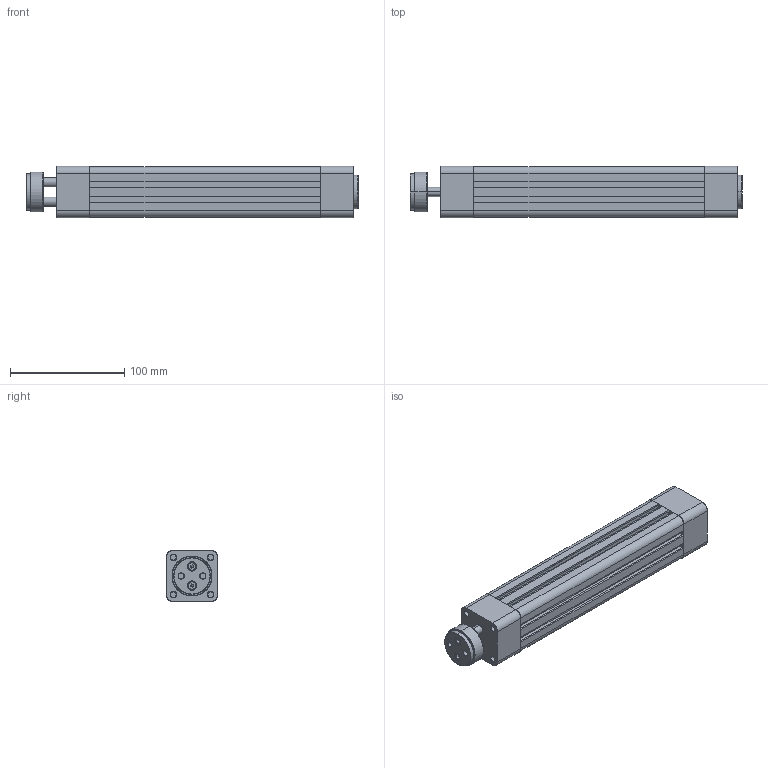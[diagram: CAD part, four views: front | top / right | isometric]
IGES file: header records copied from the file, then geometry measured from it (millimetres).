
Start section: SolidWorks IGES file using analytic representation for surfaces
Global section: file name: PTR32-160CYLINDER.IGS; native system: SolidWorks 2010; preprocessor: SolidWorks 2010; author: HASAN; date: 100920.084629; units: millimetre
Bounding box: 291 x 45 x 45 mm (x, y, z)
Surface area: 130243.8 mm2 (no closed solid volume)
Topology: 0 solids, 0 shells, 298 faces, 4316 edges, 4308 vertices
Faces by surface type: revolution 162, bspline 136
